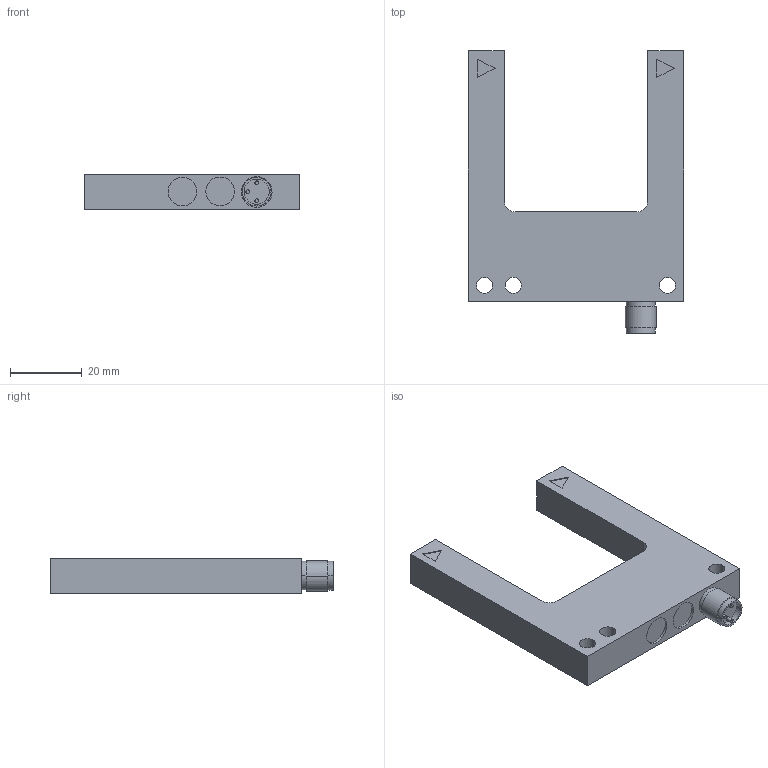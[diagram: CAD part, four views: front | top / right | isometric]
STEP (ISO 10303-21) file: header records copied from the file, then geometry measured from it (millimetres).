
FILE_DESCRIPTION(('STEP AP214'),'1');
FILE_NAME('tmp0.step','2014-11-26T11:06:08',(' '),(' '),'Spatial InterOp 3D',' ',' ');
FILE_SCHEMA(('automotive_design'));
Length unit declared in the file: millimetre
Products named in the file (1): 1
Bounding box: 60 x 78.9 x 10 mm (x, y, z)
Volume: 23922.5 mm3; surface area: 8952.7 mm2
Topology: 1 solids, 1 shells, 55 faces, 132 edges, 90 vertices
Faces by surface type: cylinder 28, plane 27
Entity records: 2622 total; most frequent: DIRECTION 306, CARTESIAN_POINT 278, ORIENTED_EDGE 264, STYLED_ITEM 158, PRESENTATION_STYLE_ASSIGNMENT 158, COLOUR_RGB 158, EDGE_CURVE 132, AXIS2_PLACEMENT_3D 118
